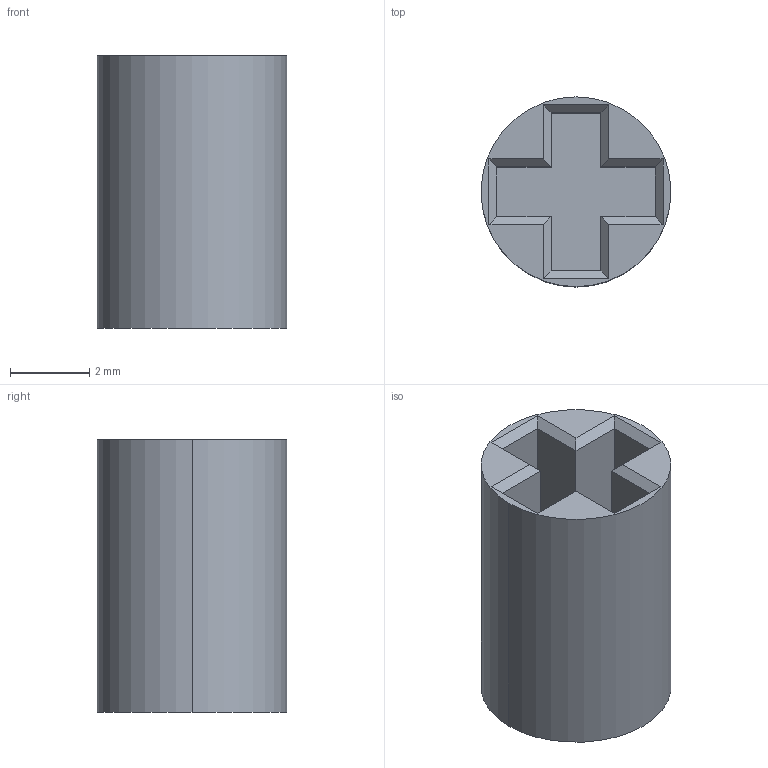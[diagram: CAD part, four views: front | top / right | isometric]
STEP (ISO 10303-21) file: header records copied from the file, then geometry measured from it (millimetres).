
FILE_DESCRIPTION (( 'STEP AP214' ), '1' );
FILE_NAME ('insert[resin_print].STEP', '2023-02-07T21:02:17', ( '' ), ( '' ), 'SwSTEP 2.0', 'SolidWorks 2022', '' );
FILE_SCHEMA (( 'AUTOMOTIVE_DESIGN' ));
Length unit declared in the file: millimetre
Products named in the file (1): insert[resin_print]
Bounding box: 4.8 x 4.8 x 6.9 mm (x, y, z)
Volume: 67.2 mm3; surface area: 246.4 mm2
Topology: 1 solids, 1 shells, 29 faces, 66 edges, 40 vertices
Faces by surface type: plane 27, cylinder 2
Entity records: 822 total; most frequent: CARTESIAN_POINT 136, ORIENTED_EDGE 132, DIRECTION 130, EDGE_CURVE 66, VECTOR 62, LINE 62, VERTEX_POINT 40, AXIS2_PLACEMENT_3D 34
